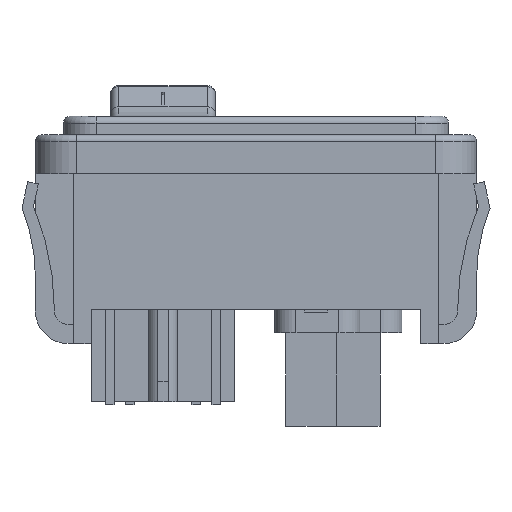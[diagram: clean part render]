
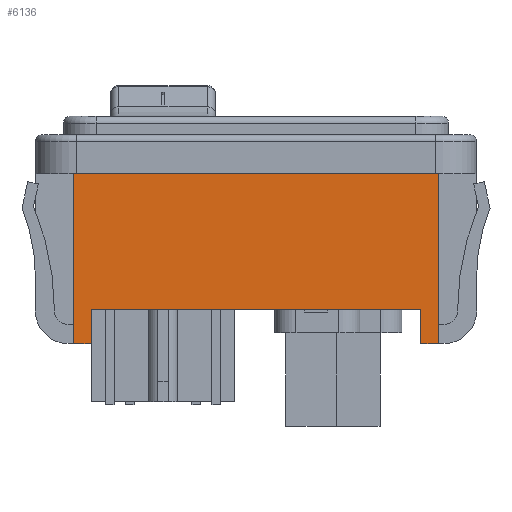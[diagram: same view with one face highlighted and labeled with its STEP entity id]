
A CAD part, left-side view. The second image highlights one B-rep face of the part: STEP entity #6136.
In plain terms, the highlighted planar face has unit normal (-1, 0, 0).
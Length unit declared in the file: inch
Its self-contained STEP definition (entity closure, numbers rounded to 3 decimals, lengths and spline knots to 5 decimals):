
#668=DIRECTION('',(0.,1.,0.));
#669=VECTOR('',#668,1.34);
#670=CARTESIAN_POINT('',(-0.5215,-0.67,-0.21));
#671=LINE('',#670,#669);
#1115=DIRECTION('',(0.,1.,0.));
#1116=VECTOR('',#1115,1.212);
#1117=CARTESIAN_POINT('',(-0.5215,-0.606,-0.71));
#1118=LINE('',#1117,#1116);
#1465=DIRECTION('',(0.,0.,-1.));
#1466=VECTOR('',#1465,0.125);
#1467=CARTESIAN_POINT('',(-0.5215,0.606,-0.71));
#1468=LINE('',#1467,#1466);
#1469=DIRECTION('',(0.,1.,0.));
#1470=VECTOR('',#1469,0.064);
#1471=CARTESIAN_POINT('',(-0.5215,0.606,-0.835));
#1472=LINE('',#1471,#1470);
#1473=DIRECTION('',(0.,0.,1.));
#1474=VECTOR('',#1473,0.625);
#1475=CARTESIAN_POINT('',(-0.5215,0.67,-0.835));
#1476=LINE('',#1475,#1474);
#1477=DIRECTION('',(0.,0.,-1.));
#1478=VECTOR('',#1477,0.625);
#1479=CARTESIAN_POINT('',(-0.5215,-0.67,-0.21));
#1480=LINE('',#1479,#1478);
#1481=DIRECTION('',(0.,1.,0.));
#1482=VECTOR('',#1481,0.064);
#1483=CARTESIAN_POINT('',(-0.5215,-0.67,-0.835));
#1484=LINE('',#1483,#1482);
#1485=DIRECTION('',(0.,0.,1.));
#1486=VECTOR('',#1485,0.125);
#1487=CARTESIAN_POINT('',(-0.5215,-0.606,-0.835));
#1488=LINE('',#1487,#1486);
#3574=CARTESIAN_POINT('',(-0.5215,-0.67,-0.21));
#3575=CARTESIAN_POINT('',(-0.5215,0.67,-0.21));
#3576=VERTEX_POINT('',#3574);
#3577=VERTEX_POINT('',#3575);
#3886=CARTESIAN_POINT('',(-0.5215,-0.67,-0.835));
#3887=CARTESIAN_POINT('',(-0.5215,-0.606,-0.835));
#3888=VERTEX_POINT('',#3886);
#3889=VERTEX_POINT('',#3887);
#3890=CARTESIAN_POINT('',(-0.5215,0.606,-0.835));
#3891=CARTESIAN_POINT('',(-0.5215,0.67,-0.835));
#3892=VERTEX_POINT('',#3890);
#3893=VERTEX_POINT('',#3891);
#3902=CARTESIAN_POINT('',(-0.5215,-0.606,-0.71));
#3904=VERTEX_POINT('',#3902);
#3906=CARTESIAN_POINT('',(-0.5215,0.606,-0.71));
#3907=VERTEX_POINT('',#3906);
#6120=CARTESIAN_POINT('',(-0.5215,-0.67,-0.21));
#6121=DIRECTION('',(-1.,0.,0.));
#6122=DIRECTION('',(0.,1.,0.));
#6123=AXIS2_PLACEMENT_3D('',#6120,#6121,#6122);
#6124=PLANE('',#6123);
#6125=ORIENTED_EDGE('',*,*,#5737,.T.);
#6126=ORIENTED_EDGE('',*,*,#5678,.T.);
#6127=ORIENTED_EDGE('',*,*,#4991,.T.);
#6128=ORIENTED_EDGE('',*,*,#5122,.T.);
#6129=ORIENTED_EDGE('',*,*,#5199,.F.);
#6130=ORIENTED_EDGE('',*,*,#5342,.T.);
#6131=ORIENTED_EDGE('',*,*,#5069,.T.);
#6133=ORIENTED_EDGE('',*,*,#6132,.T.);
#6134=EDGE_LOOP('',(#6125,#6126,#6127,#6128,#6129,#6130,#6131,#6133));
#6135=FACE_OUTER_BOUND('',#6134,.F.);
#4991=EDGE_CURVE('',#3892,#3893,#1472,.T.);
#5069=EDGE_CURVE('',#3888,#3889,#1484,.T.);
#5122=EDGE_CURVE('',#3893,#3577,#1476,.T.);
#5199=EDGE_CURVE('',#3576,#3577,#671,.T.);
#5342=EDGE_CURVE('',#3576,#3888,#1480,.T.);
#5678=EDGE_CURVE('',#3907,#3892,#1468,.T.);
#5737=EDGE_CURVE('',#3904,#3907,#1118,.T.);
#6132=EDGE_CURVE('',#3889,#3904,#1488,.T.);
#6136=ADVANCED_FACE('',(#6135),#6124,.T.);
